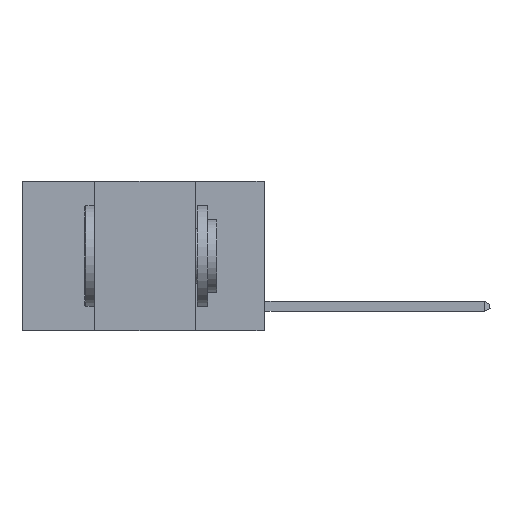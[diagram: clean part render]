
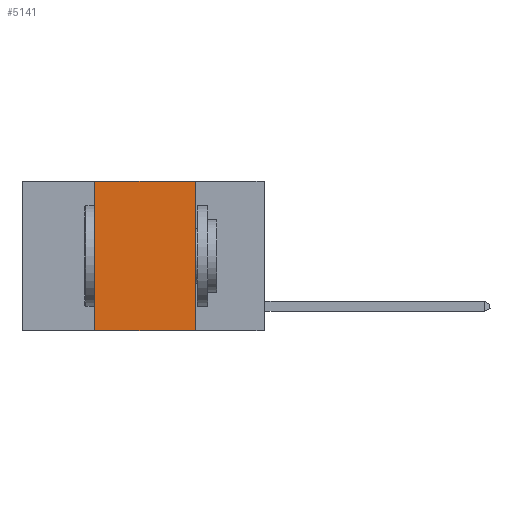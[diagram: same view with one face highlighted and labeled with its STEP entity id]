
A CAD part, left-side view. The second image highlights one B-rep face of the part: STEP entity #5141.
In plain terms, the highlighted planar face has unit normal (-1, 0, 0).
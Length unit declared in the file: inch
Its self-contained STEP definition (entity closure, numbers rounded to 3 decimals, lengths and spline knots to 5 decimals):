
#18 = CARTESIAN_POINT ( 'NONE',  ( 0., 0.6, -0.37 ) ) ;
#248 = CARTESIAN_POINT ( 'NONE',  ( 0., 0.17, -0.37 ) ) ;
#253 = EDGE_LOOP ( 'NONE', ( #4309, #1647, #9286, #11094 ) ) ;
#358 = VECTOR ( 'NONE', #6315, 39.37008 ) ;
#413 = LINE ( 'NONE', #6260, #358 ) ;
#866 = LINE ( 'NONE', #18, #2370 ) ;
#1185 = VERTEX_POINT ( 'NONE', #248 ) ;
#1304 = EDGE_CURVE ( 'NONE', #7532, #9994, #9157, .T. ) ;
#1328 = DIRECTION ( 'NONE',  ( 0., 0., 1. ) ) ;
#1647 = ORIENTED_EDGE ( 'NONE', *, *, #7903, .F. ) ;
#1817 = DIRECTION ( 'NONE',  ( 0., 0., -1. ) ) ;
#2057 = CARTESIAN_POINT ( 'NONE',  ( 0., 0.17, 0. ) ) ;
#2370 = VECTOR ( 'NONE', #5946, 39.37008 ) ;
#3034 = AXIS2_PLACEMENT_3D ( 'NONE', #7219, #10808, #4795 ) ;
#4307 = VECTOR ( 'NONE', #1817, 39.37008 ) ;
#4309 = ORIENTED_EDGE ( 'NONE', *, *, #5109, .F. ) ;
#4448 = FACE_OUTER_BOUND ( 'NONE', #253, .T. ) ;
#4795 = DIRECTION ( 'NONE',  ( 0., 0., -1. ) ) ;
#5109 = EDGE_CURVE ( 'NONE', #11112, #1185, #9520, .T. ) ;
#5141 = ADVANCED_FACE ( 'NONE', ( #4448 ), #7902, .F. ) ;
#5946 = DIRECTION ( 'NONE',  ( 0., -1., 0. ) ) ;
#6260 = CARTESIAN_POINT ( 'NONE',  ( 0., 0.6, 0. ) ) ;
#6315 = DIRECTION ( 'NONE',  ( 0., -1., 0. ) ) ;
#6798 = CARTESIAN_POINT ( 'NONE',  ( 0., 0.42, -0.37 ) ) ;
#6877 = CARTESIAN_POINT ( 'NONE',  ( 0., 0.17, 0. ) ) ;
#7219 = CARTESIAN_POINT ( 'NONE',  ( 0., 0.6, 0. ) ) ;
#7532 = VERTEX_POINT ( 'NONE', #6798 ) ;
#7902 = PLANE ( 'NONE',  #3034 ) ;
#7903 = EDGE_CURVE ( 'NONE', #9994, #11112, #413, .T. ) ;
#8767 = VECTOR ( 'NONE', #1328, 39.37008 ) ;
#9157 = LINE ( 'NONE', #10887, #8767 ) ;
#9286 = ORIENTED_EDGE ( 'NONE', *, *, #1304, .F. ) ;
#9520 = LINE ( 'NONE', #6877, #4307 ) ;
#9994 = VERTEX_POINT ( 'NONE', #10445 ) ;
#10403 = EDGE_CURVE ( 'NONE', #7532, #1185, #866, .T. ) ;
#10445 = CARTESIAN_POINT ( 'NONE',  ( 0., 0.42, 0. ) ) ;
#10808 = DIRECTION ( 'NONE',  ( 1., 0., 0. ) ) ;
#10887 = CARTESIAN_POINT ( 'NONE',  ( 0., 0.42, 0. ) ) ;
#11094 = ORIENTED_EDGE ( 'NONE', *, *, #10403, .T. ) ;
#11112 = VERTEX_POINT ( 'NONE', #2057 ) ;
